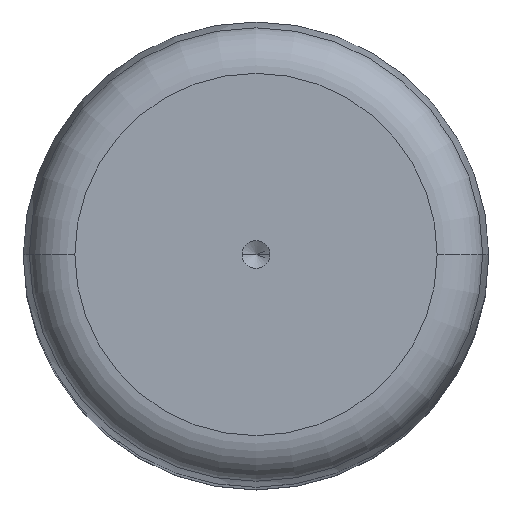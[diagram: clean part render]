
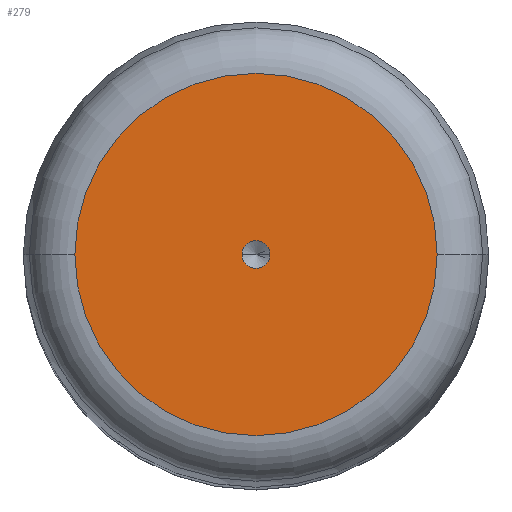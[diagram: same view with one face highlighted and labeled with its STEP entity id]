
A CAD part, top view. The second image highlights one B-rep face of the part: STEP entity #279.
In plain terms, the highlighted planar face has unit normal (0, 0, 1).
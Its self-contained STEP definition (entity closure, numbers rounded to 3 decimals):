
#13 = PLANE ( 'NONE',  #414 ) ;
#21 = ORIENTED_EDGE ( 'NONE', *, *, #508, .T. ) ;
#27 = FACE_BOUND ( 'NONE', #68, .T. ) ;
#61 = CARTESIAN_POINT ( 'NONE',  ( -19.467, 0., 180. ) ) ;
#63 = DIRECTION ( 'NONE',  ( 0., 0., 1. ) ) ;
#68 = EDGE_LOOP ( 'NONE', ( #328, #389 ) ) ;
#85 = DIRECTION ( 'NONE',  ( 0., 0., 1. ) ) ;
#104 = DIRECTION ( 'NONE',  ( 1., 0., 0. ) ) ;
#113 = AXIS2_PLACEMENT_3D ( 'NONE', #366, #422, #159 ) ;
#130 = FACE_OUTER_BOUND ( 'NONE', #487, .T. ) ;
#159 = DIRECTION ( 'NONE',  ( 1., 0., 0. ) ) ;
#214 = AXIS2_PLACEMENT_3D ( 'NONE', #458, #358, #619 ) ;
#223 = EDGE_CURVE ( 'NONE', #443, #426, #647, .T. ) ;
#232 = DIRECTION ( 'NONE',  ( 1., 0., 0. ) ) ;
#275 = VERTEX_POINT ( 'NONE', #61 ) ;
#279 = ADVANCED_FACE ( 'NONE', ( #27, #130 ), #13, .T. ) ;
#295 = AXIS2_PLACEMENT_3D ( 'NONE', #439, #336, #554 ) ;
#318 = CIRCLE ( 'NONE', #633, 1.5 ) ;
#328 = ORIENTED_EDGE ( 'NONE', *, *, #588, .F. ) ;
#336 = DIRECTION ( 'NONE',  ( 0., 0., 1. ) ) ;
#345 = EDGE_CURVE ( 'NONE', #551, #275, #404, .T. ) ;
#358 = DIRECTION ( 'NONE',  ( 0., 0., 1. ) ) ;
#359 = CIRCLE ( 'NONE', #295, 19.467 ) ;
#366 = CARTESIAN_POINT ( 'NONE',  ( 0., 0., 180. ) ) ;
#389 = ORIENTED_EDGE ( 'NONE', *, *, #223, .F. ) ;
#404 = CIRCLE ( 'NONE', #113, 19.467 ) ;
#414 = AXIS2_PLACEMENT_3D ( 'NONE', #417, #63, #104 ) ;
#417 = CARTESIAN_POINT ( 'NONE',  ( 0., 0., 180. ) ) ;
#420 = ORIENTED_EDGE ( 'NONE', *, *, #345, .T. ) ;
#422 = DIRECTION ( 'NONE',  ( 0., 0., 1. ) ) ;
#426 = VERTEX_POINT ( 'NONE', #539 ) ;
#439 = CARTESIAN_POINT ( 'NONE',  ( 0., 0., 180. ) ) ;
#443 = VERTEX_POINT ( 'NONE', #535 ) ;
#458 = CARTESIAN_POINT ( 'NONE',  ( 0., 0., 180. ) ) ;
#487 = EDGE_LOOP ( 'NONE', ( #420, #21 ) ) ;
#508 = EDGE_CURVE ( 'NONE', #275, #551, #359, .T. ) ;
#535 = CARTESIAN_POINT ( 'NONE',  ( -1.5, 0., 180. ) ) ;
#539 = CARTESIAN_POINT ( 'NONE',  ( 1.5, 0., 180. ) ) ;
#551 = VERTEX_POINT ( 'NONE', #609 ) ;
#553 = CARTESIAN_POINT ( 'NONE',  ( 0., 0., 180. ) ) ;
#554 = DIRECTION ( 'NONE',  ( 1., 0., 0. ) ) ;
#588 = EDGE_CURVE ( 'NONE', #426, #443, #318, .T. ) ;
#609 = CARTESIAN_POINT ( 'NONE',  ( 19.467, 0., 180. ) ) ;
#619 = DIRECTION ( 'NONE',  ( 1., 0., 0. ) ) ;
#633 = AXIS2_PLACEMENT_3D ( 'NONE', #553, #85, #232 ) ;
#647 = CIRCLE ( 'NONE', #214, 1.5 ) ;
